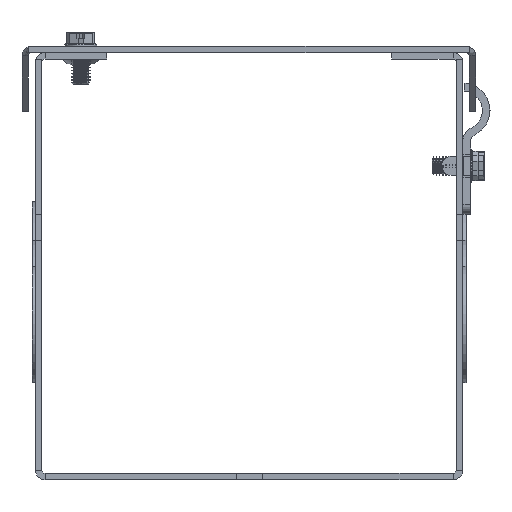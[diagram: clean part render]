
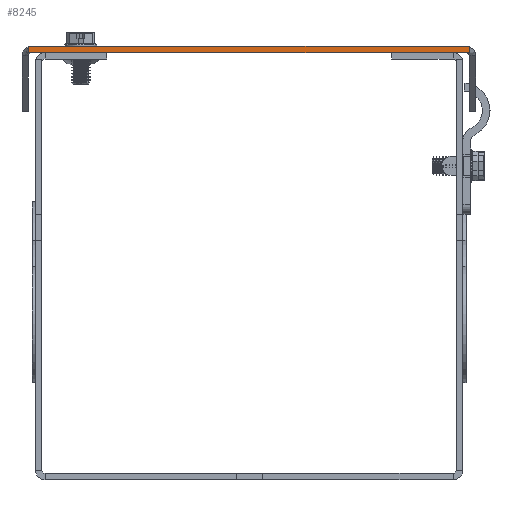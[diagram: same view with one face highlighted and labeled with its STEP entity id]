
A CAD part, left-side view. The second image highlights one B-rep face of the part: STEP entity #8245.
In plain terms, the highlighted face is planar.
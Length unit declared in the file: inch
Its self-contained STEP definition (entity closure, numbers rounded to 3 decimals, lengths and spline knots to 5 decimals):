
#682=LINE('',#13601,#1227);
#691=LINE('',#13619,#1236);
#710=LINE('',#13658,#1255);
#712=LINE('',#13663,#1257);
#1227=VECTOR('',#11022,4.255);
#1236=VECTOR('',#11039,4.255);
#1255=VECTOR('',#11082,0.0625);
#1257=VECTOR('',#11090,0.0625);
#1622=PLANE('',#9059);
#2427=FACE_OUTER_BOUND('',#3221,.T.);
#3221=EDGE_LOOP('',(#6945,#6946,#6947,#6948));
#4303=VERTEX_POINT('',#13598);
#4304=VERTEX_POINT('',#13600);
#4308=VERTEX_POINT('',#13616);
#4309=VERTEX_POINT('',#13618);
#5193=EDGE_CURVE('',#4304,#4303,#682,.T.);
#5202=EDGE_CURVE('',#4309,#4308,#691,.T.);
#5222=EDGE_CURVE('',#4309,#4303,#710,.T.);
#5224=EDGE_CURVE('',#4308,#4304,#712,.T.);
#6945=ORIENTED_EDGE('',*,*,#5193,.T.);
#6946=ORIENTED_EDGE('',*,*,#5222,.F.);
#6947=ORIENTED_EDGE('',*,*,#5202,.T.);
#6948=ORIENTED_EDGE('',*,*,#5224,.T.);
#8245=ADVANCED_FACE('',(#2427),#1622,.T.);
#9059=AXIS2_PLACEMENT_3D('',#13664,#11091,#11092);
#11022=DIRECTION('',(0.,-1.,0.));
#11039=DIRECTION('',(0.,1.,0.));
#11082=DIRECTION('',(0.,0.,1.));
#11090=DIRECTION('',(0.,0.,1.));
#11091=DIRECTION('center_axis',(1.,0.,0.));
#11092=DIRECTION('ref_axis',(0.,0.,-1.));
#13598=CARTESIAN_POINT('',(72.,0.,0.0625));
#13600=CARTESIAN_POINT('',(72.,4.255,0.0625));
#13601=CARTESIAN_POINT('',(72.,0.,0.0625));
#13616=CARTESIAN_POINT('',(72.,4.255,0.));
#13618=CARTESIAN_POINT('',(72.,0.,0.));
#13619=CARTESIAN_POINT('',(72.,0.,0.));
#13658=CARTESIAN_POINT('',(72.,0.,0.));
#13663=CARTESIAN_POINT('',(72.,4.255,0.));
#13664=CARTESIAN_POINT('Origin',(72.,4.255,0.));
